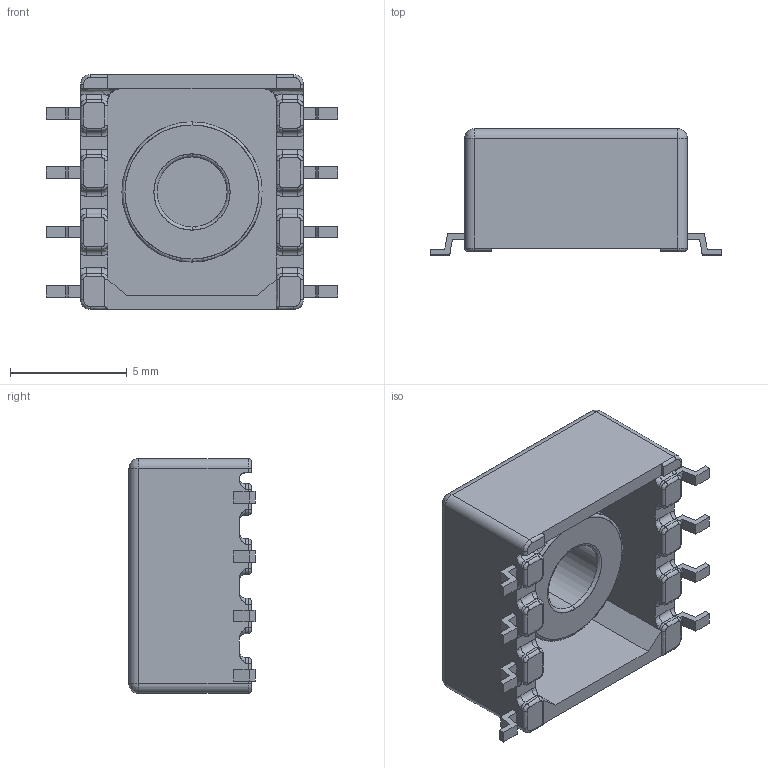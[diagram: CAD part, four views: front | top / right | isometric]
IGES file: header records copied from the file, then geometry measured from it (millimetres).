
Start section: SolidWorks IGES file using analytic representation for surfaces
Global section: file name: TOR_1252_3223.IGS; native system: SolidWorks 2017; preprocessor: SolidWorks 2017; author: tisha.pedersen; date: 190201.093348; units: millimetre
Bounding box: 12.46 x 5.4 x 10.06 mm (x, y, z)
Surface area: 675.9 mm2 (no closed solid volume)
Topology: 0 solids, 0 shells, 317 faces, 2008 edges, 2004 vertices
Faces by surface type: bspline 219, revolution 98
